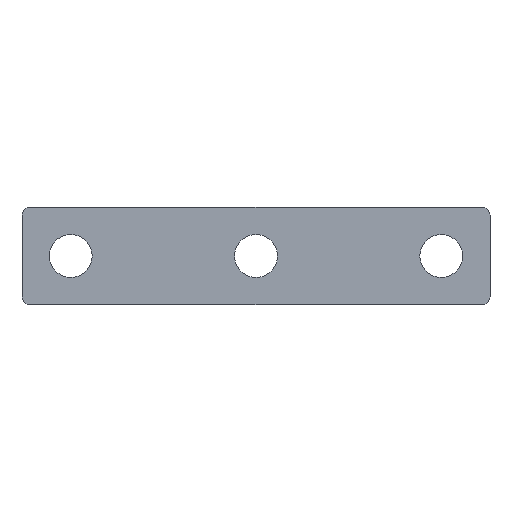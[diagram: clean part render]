
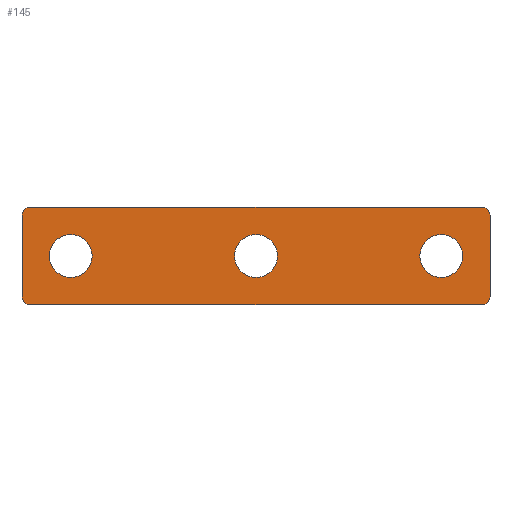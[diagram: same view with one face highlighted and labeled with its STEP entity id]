
A CAD part, top view. The second image highlights one B-rep face of the part: STEP entity #145.
In plain terms, the highlighted planar face has unit normal (0, 0, 1).
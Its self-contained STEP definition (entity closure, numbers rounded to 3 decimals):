
#116=FACE_BOUND('',#175,.T.);
#117=FACE_BOUND('',#176,.T.);
#118=FACE_BOUND('',#177,.T.);
#119=FACE_BOUND('',#178,.T.);
#124=CIRCLE('',#335,5.5);
#126=CIRCLE('',#338,5.5);
#128=CIRCLE('',#342,5.5);
#130=CIRCLE('',#345,2.);
#131=CIRCLE('',#346,2.);
#132=CIRCLE('',#347,2.);
#133=CIRCLE('',#348,2.);
#145=ADVANCED_FACE('',(#116,#117,#118,#119),#155,.T.);
#155=PLANE('',#349);
#175=EDGE_LOOP('',(#209,#210,#211,#212,#213,#214,#215,#216));
#176=EDGE_LOOP('',(#217));
#177=EDGE_LOOP('',(#218));
#178=EDGE_LOOP('',(#219));
#209=ORIENTED_EDGE('',*,*,#279,.T.);
#210=ORIENTED_EDGE('',*,*,#291,.T.);
#211=ORIENTED_EDGE('',*,*,#285,.T.);
#212=ORIENTED_EDGE('',*,*,#292,.T.);
#213=ORIENTED_EDGE('',*,*,#269,.T.);
#214=ORIENTED_EDGE('',*,*,#293,.T.);
#215=ORIENTED_EDGE('',*,*,#273,.T.);
#216=ORIENTED_EDGE('',*,*,#294,.T.);
#217=ORIENTED_EDGE('',*,*,#283,.F.);
#218=ORIENTED_EDGE('',*,*,#281,.F.);
#219=ORIENTED_EDGE('',*,*,#289,.F.);
#247=VERTEX_POINT('',#433);
#248=VERTEX_POINT('',#434);
#251=VERTEX_POINT('',#442);
#252=VERTEX_POINT('',#443);
#257=VERTEX_POINT('',#454);
#258=VERTEX_POINT('',#456);
#259=VERTEX_POINT('',#460);
#261=VERTEX_POINT('',#465);
#263=VERTEX_POINT('',#470);
#264=VERTEX_POINT('',#471);
#267=VERTEX_POINT('',#479);
#269=EDGE_CURVE('',#247,#248,#299,.T.);
#273=EDGE_CURVE('',#251,#252,#303,.T.);
#279=EDGE_CURVE('',#258,#257,#309,.T.);
#281=EDGE_CURVE('',#259,#259,#124,.T.);
#283=EDGE_CURVE('',#261,#261,#126,.T.);
#285=EDGE_CURVE('',#263,#264,#311,.T.);
#289=EDGE_CURVE('',#267,#267,#128,.T.);
#291=EDGE_CURVE('',#257,#263,#130,.T.);
#292=EDGE_CURVE('',#264,#247,#131,.T.);
#293=EDGE_CURVE('',#248,#251,#132,.T.);
#294=EDGE_CURVE('',#252,#258,#133,.T.);
#299=LINE('',#432,#315);
#303=LINE('',#441,#319);
#309=LINE('',#455,#325);
#311=LINE('',#469,#327);
#315=VECTOR('',#361,1.);
#319=VECTOR('',#367,1.);
#325=VECTOR('',#375,1.);
#327=VECTOR('',#391,1.);
#335=AXIS2_PLACEMENT_3D('',#459,#379,#380);
#338=AXIS2_PLACEMENT_3D('',#464,#385,#386);
#342=AXIS2_PLACEMENT_3D('',#478,#397,#398);
#345=AXIS2_PLACEMENT_3D('',#483,#403,#404);
#346=AXIS2_PLACEMENT_3D('',#484,#405,#406);
#347=AXIS2_PLACEMENT_3D('',#485,#407,#408);
#348=AXIS2_PLACEMENT_3D('',#486,#409,#410);
#349=AXIS2_PLACEMENT_3D('',#487,#411,#412);
#361=DIRECTION('',(0.,-1.,0.));
#367=DIRECTION('',(1.,0.,0.));
#375=DIRECTION('',(0.,1.,0.));
#379=DIRECTION('',(0.,0.,1.));
#380=DIRECTION('',(1.,0.,0.));
#385=DIRECTION('',(0.,0.,1.));
#386=DIRECTION('',(1.,0.,0.));
#391=DIRECTION('',(-1.,0.,0.));
#397=DIRECTION('',(0.,0.,1.));
#398=DIRECTION('',(1.,0.,0.));
#403=DIRECTION('',(0.,0.,1.));
#404=DIRECTION('',(1.,0.,0.));
#405=DIRECTION('',(0.,0.,1.));
#406=DIRECTION('',(1.,0.,0.));
#407=DIRECTION('',(0.,0.,1.));
#408=DIRECTION('',(1.,0.,0.));
#409=DIRECTION('',(0.,0.,1.));
#410=DIRECTION('',(1.,0.,0.));
#411=DIRECTION('',(0.,0.,1.));
#412=DIRECTION('',(1.,0.,0.));
#432=CARTESIAN_POINT('',(-60.,12.5,5.));
#433=CARTESIAN_POINT('',(-60.,10.5,5.));
#434=CARTESIAN_POINT('',(-60.,-10.5,5.));
#441=CARTESIAN_POINT('',(-60.,-12.5,5.));
#442=CARTESIAN_POINT('',(-58.,-12.5,5.));
#443=CARTESIAN_POINT('',(58.,-12.5,5.));
#454=CARTESIAN_POINT('',(60.,10.5,5.));
#455=CARTESIAN_POINT('',(60.,-12.5,5.));
#456=CARTESIAN_POINT('',(60.,-10.5,5.));
#459=CARTESIAN_POINT('',(0.,0.,5.));
#460=CARTESIAN_POINT('',(5.5,0.,5.));
#464=CARTESIAN_POINT('',(-47.5,0.,5.));
#465=CARTESIAN_POINT('',(-42.,0.,5.));
#469=CARTESIAN_POINT('',(60.,12.5,5.));
#470=CARTESIAN_POINT('',(58.,12.5,5.));
#471=CARTESIAN_POINT('',(-58.,12.5,5.));
#478=CARTESIAN_POINT('',(47.5,0.,5.));
#479=CARTESIAN_POINT('',(53.,0.,5.));
#483=CARTESIAN_POINT('',(58.,10.5,5.));
#484=CARTESIAN_POINT('',(-58.,10.5,5.));
#485=CARTESIAN_POINT('',(-58.,-10.5,5.));
#486=CARTESIAN_POINT('',(58.,-10.5,5.));
#487=CARTESIAN_POINT('',(-47.5,0.,5.));
